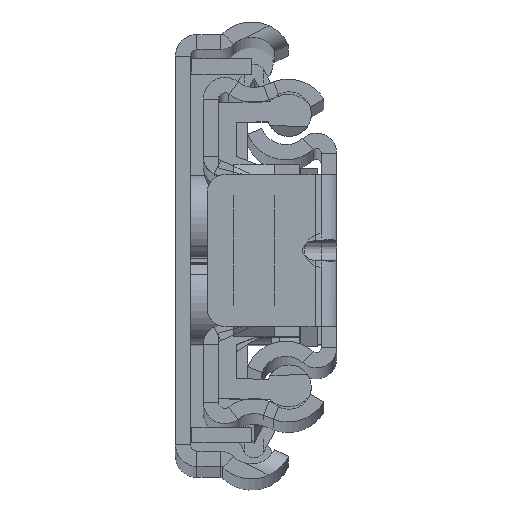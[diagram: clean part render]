
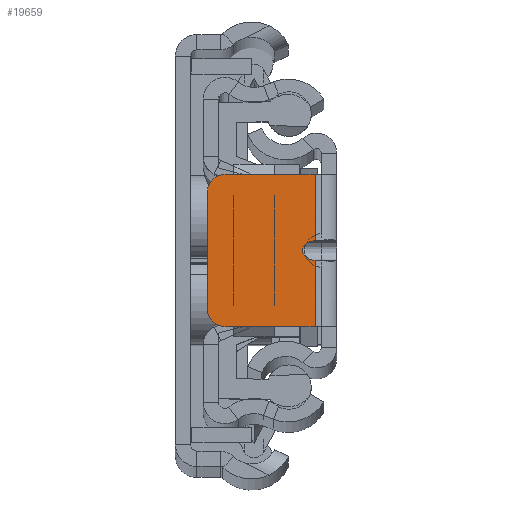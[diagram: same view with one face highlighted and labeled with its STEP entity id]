
A CAD part, top view. The second image highlights one B-rep face of the part: STEP entity #19659.
In plain terms, the highlighted planar face has unit normal (0, 0, 1).
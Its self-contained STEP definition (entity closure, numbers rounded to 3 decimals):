
#316 = CIRCLE ( 'NONE', #7203, 1.5 ) ;
#674 = CARTESIAN_POINT ( 'NONE',  ( -8.7, 4.5, 0. ) ) ;
#1916 = CARTESIAN_POINT ( 'NONE',  ( -10.2, 0., 0. ) ) ;
#2014 = EDGE_CURVE ( 'NONE', #11565, #21738, #24018, .T. ) ;
#2317 = ORIENTED_EDGE ( 'NONE', *, *, #2014, .T. ) ;
#2626 = CARTESIAN_POINT ( 'NONE',  ( -3.497, -0.64, 0. ) ) ;
#2672 = CARTESIAN_POINT ( 'NONE',  ( 0., 6., 0. ) ) ;
#2694 = VERTEX_POINT ( 'NONE', #12956 ) ;
#3089 = ORIENTED_EDGE ( 'NONE', *, *, #18092, .T. ) ;
#3151 = CARTESIAN_POINT ( 'NONE',  ( -1.7, -0.79, 0. ) ) ;
#3226 = VECTOR ( 'NONE', #21088, 1000. ) ;
#3643 = ORIENTED_EDGE ( 'NONE', *, *, #20672, .T. ) ;
#5097 = CARTESIAN_POINT ( 'NONE',  ( -1.7, 0.79, 0. ) ) ;
#5369 = AXIS2_PLACEMENT_3D ( 'NONE', #22160, #9725, #15505 ) ;
#5763 = EDGE_CURVE ( 'NONE', #2694, #7281, #14991, .T. ) ;
#6215 = LINE ( 'NONE', #1916, #18382 ) ;
#6229 = VECTOR ( 'NONE', #10915, 1000. ) ;
#6237 = CARTESIAN_POINT ( 'NONE',  ( -1.7, -6., 0. ) ) ;
#6586 = EDGE_LOOP ( 'NONE', ( #20140, #2317, #24254, #3643, #3089, #8628, #10712, #17252 ) ) ;
#7003 = FACE_OUTER_BOUND ( 'NONE', #6586, .T. ) ;
#7203 = AXIS2_PLACEMENT_3D ( 'NONE', #13831, #22367, #7616 ) ;
#7281 = VERTEX_POINT ( 'NONE', #5097 ) ;
#7616 = DIRECTION ( 'NONE',  ( -1., 0., 0. ) ) ;
#7718 = DIRECTION ( 'NONE',  ( 0., -1., 0. ) ) ;
#8125 = DIRECTION ( 'NONE',  ( 0., -1., 0. ) ) ;
#8546 = VECTOR ( 'NONE', #8125, 1000. ) ;
#8628 = ORIENTED_EDGE ( 'NONE', *, *, #8682, .F. ) ;
#8682 = EDGE_CURVE ( 'NONE', #2694, #25689, #25367, .T. ) ;
#8829 = CARTESIAN_POINT ( 'NONE',  ( -1.7, 0.79, 0. ) ) ;
#9165 = DIRECTION ( 'NONE',  ( 0., 0., 1. ) ) ;
#9236 = CARTESIAN_POINT ( 'NONE',  ( -8.7, -6., 0. ) ) ;
#9307 = DIRECTION ( 'NONE',  ( -1., 0., 0. ) ) ;
#9663 = CARTESIAN_POINT ( 'NONE',  ( -10.2, 4.5, 0. ) ) ;
#9725 = DIRECTION ( 'NONE',  ( 0., 0., -1. ) ) ;
#10699 = CARTESIAN_POINT ( 'NONE',  ( 0., -6., 0. ) ) ;
#10712 = ORIENTED_EDGE ( 'NONE', *, *, #5763, .T. ) ;
#10915 = DIRECTION ( 'NONE',  ( -1., 0., 0. ) ) ;
#11254 = EDGE_CURVE ( 'NONE', #21738, #22241, #6215, .T. ) ;
#11387 = VECTOR ( 'NONE', #15050, 1000. ) ;
#11565 = VERTEX_POINT ( 'NONE', #19154 ) ;
#12047 = CARTESIAN_POINT ( 'NONE',  ( -1.7, -6., 0. ) ) ;
#12956 = CARTESIAN_POINT ( 'NONE',  ( -1.7, -0.79, 0. ) ) ;
#13409 = CARTESIAN_POINT ( 'NONE',  ( -3.497, 0.64, 0. ) ) ;
#13831 = CARTESIAN_POINT ( 'NONE',  ( -8.7, -4.5, 0. ) ) ;
#14991 =( BOUNDED_CURVE ( )  B_SPLINE_CURVE ( 3, ( #3151, #2626, #13409, #8829 ),
 .UNSPECIFIED., .F., .F. ) 
 B_SPLINE_CURVE_WITH_KNOTS ( ( 4, 4 ),
 ( 4.83, 7.736 ),
 .UNSPECIFIED. ) 
 CURVE ( )  GEOMETRIC_REPRESENTATION_ITEM ( )  RATIONAL_B_SPLINE_CURVE ( ( 1., 0.412, 0.412, 1. ) ) 
 REPRESENTATION_ITEM ( '' )  );
#15050 = DIRECTION ( 'NONE',  ( 0., -1., 0. ) ) ;
#15246 = PLANE ( 'NONE',  #5369 ) ;
#15505 = DIRECTION ( 'NONE',  ( -1., 0., 0. ) ) ;
#17215 = CARTESIAN_POINT ( 'NONE',  ( -1.7, -6., 0. ) ) ;
#17252 = ORIENTED_EDGE ( 'NONE', *, *, #21138, .F. ) ;
#18092 = EDGE_CURVE ( 'NONE', #26483, #25689, #22972, .T. ) ;
#18382 = VECTOR ( 'NONE', #7718, 1000. ) ;
#19154 = CARTESIAN_POINT ( 'NONE',  ( -8.7, 6., 0. ) ) ;
#19659 = ADVANCED_FACE ( 'NONE', ( #7003 ), #15246, .F. ) ;
#20140 = ORIENTED_EDGE ( 'NONE', *, *, #24545, .T. ) ;
#20256 = CARTESIAN_POINT ( 'NONE',  ( -10.2, -4.5, 0. ) ) ;
#20672 = EDGE_CURVE ( 'NONE', #22241, #26483, #316, .T. ) ;
#21088 = DIRECTION ( 'NONE',  ( 1., 0., 0. ) ) ;
#21138 = EDGE_CURVE ( 'NONE', #22635, #7281, #26677, .T. ) ;
#21183 = LINE ( 'NONE', #2672, #6229 ) ;
#21738 = VERTEX_POINT ( 'NONE', #9663 ) ;
#22160 = CARTESIAN_POINT ( 'NONE',  ( 0., 0., 0. ) ) ;
#22241 = VERTEX_POINT ( 'NONE', #20256 ) ;
#22367 = DIRECTION ( 'NONE',  ( 0., 0., 1. ) ) ;
#22635 = VERTEX_POINT ( 'NONE', #24291 ) ;
#22972 = LINE ( 'NONE', #10699, #3226 ) ;
#24018 = CIRCLE ( 'NONE', #25255, 1.5 ) ;
#24254 = ORIENTED_EDGE ( 'NONE', *, *, #11254, .T. ) ;
#24291 = CARTESIAN_POINT ( 'NONE',  ( -1.7, 6., 0. ) ) ;
#24545 = EDGE_CURVE ( 'NONE', #22635, #11565, #21183, .T. ) ;
#25255 = AXIS2_PLACEMENT_3D ( 'NONE', #674, #9165, #9307 ) ;
#25367 = LINE ( 'NONE', #17215, #11387 ) ;
#25689 = VERTEX_POINT ( 'NONE', #6237 ) ;
#26483 = VERTEX_POINT ( 'NONE', #9236 ) ;
#26677 = LINE ( 'NONE', #12047, #8546 ) ;
